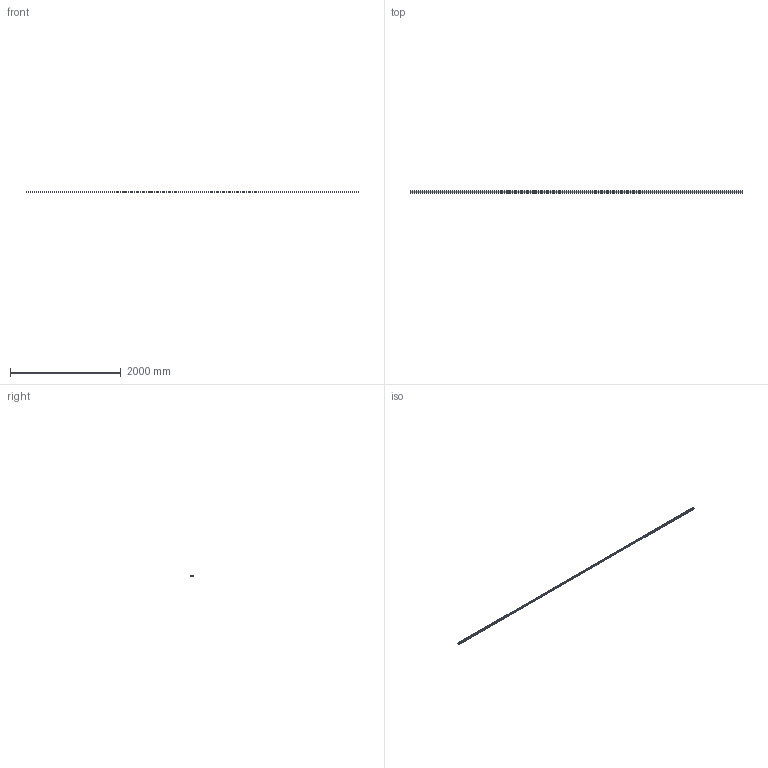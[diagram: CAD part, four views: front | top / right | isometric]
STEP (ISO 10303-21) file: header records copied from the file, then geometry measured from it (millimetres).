
FILE_DESCRIPTION (( 'STEP AP214' ), '1' );
FILE_NAME ('202056 Profil 8 40x16L.STEP', '2019-02-06T12:43:56', ( '' ), ( '' ), 'SwSTEP 2.0', 'SolidWorks 2017', '' );
FILE_SCHEMA (( 'AUTOMOTIVE_DESIGN' ));
Length unit declared in the file: millimetre
Products named in the file (1): 202056 Profil 8 40x16L
Bounding box: 6000 x 40 x 16 mm (x, y, z)
Volume: 1390488.7 mm3; surface area: 1757771.3 mm2
Topology: 1 solids, 1 shells, 118 faces, 348 edges, 232 vertices
Faces by surface type: cylinder 74, plane 44
Entity records: 4042 total; most frequent: DIRECTION 734, CARTESIAN_POINT 699, ORIENTED_EDGE 696, EDGE_CURVE 348, AXIS2_PLACEMENT_3D 267, VERTEX_POINT 232, LINE 200, VECTOR 200
